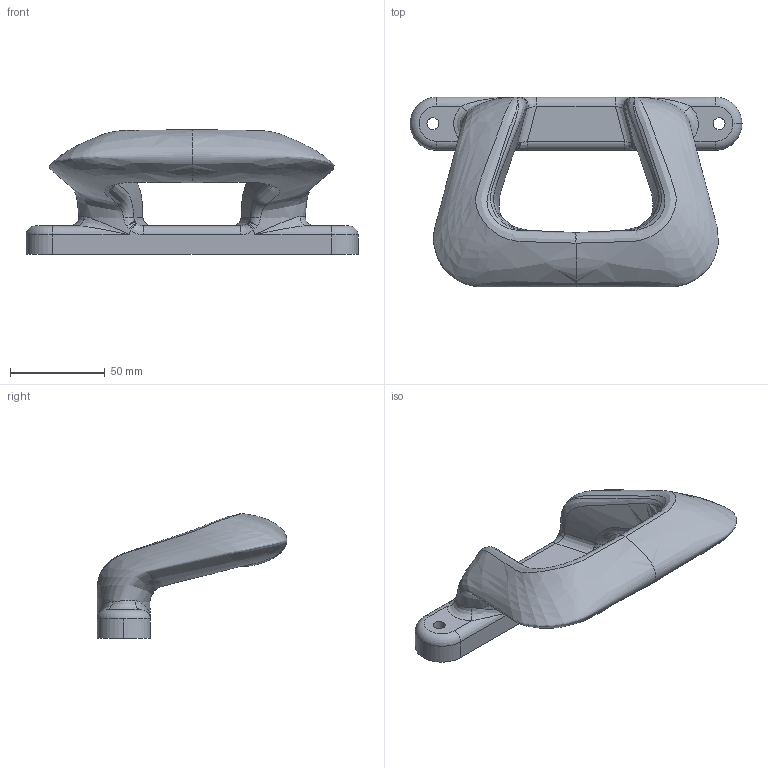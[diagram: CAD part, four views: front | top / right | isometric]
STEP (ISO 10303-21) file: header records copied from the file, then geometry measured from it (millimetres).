
FILE_DESCRIPTION (( 'STEP AP203' ), '1' );
FILE_NAME ('1979A3_Unthreaded-Hole Offset Pull Handle.STEP', '2021-09-07T22:46:41', ( 'Administrator' ), ( 'Managed by Terraform' ), 'SwSTEP 2.0', 'SolidWorks 2017', '' );
FILE_SCHEMA (( 'CONFIG_CONTROL_DESIGN' ));
Length unit declared in the file: inch
Products named in the file (1): 1979A3_Unthreaded-Hole Offset Pull Handle
Bounding box: 175 x 100.04 x 65.75 mm (x, y, z)
Volume: 228654.2 mm3; surface area: 38448.2 mm2
Topology: 1 solids, 1 shells, 56 faces, 197 edges, 135 vertices
Faces by surface type: bspline 34, cylinder 13, plane 6, torus 3
Entity records: 10963 total; most frequent: CARTESIAN_POINT 9544, ORIENTED_EDGE 382, EDGE_CURVE 191, DIRECTION 147, VERTEX_POINT 135, B_SPLINE_CURVE_WITH_KNOTS 126, AXIS2_PLACEMENT_3D 60, EDGE_LOOP 60
